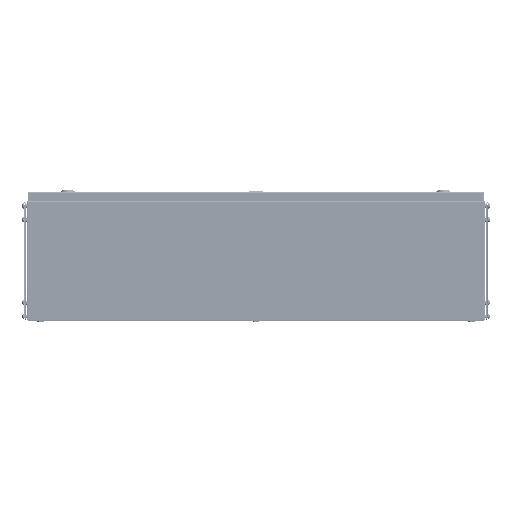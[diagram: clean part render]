
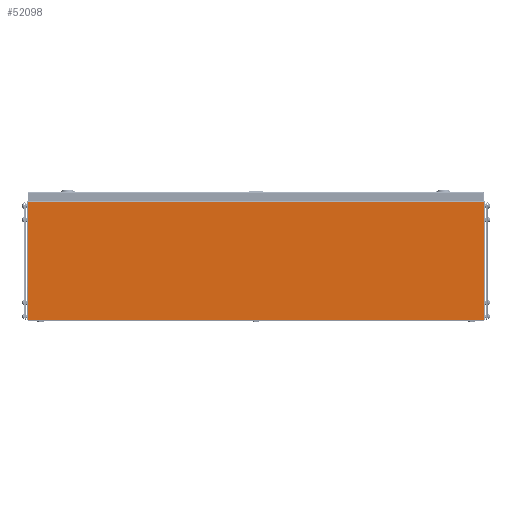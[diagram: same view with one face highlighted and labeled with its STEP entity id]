
A CAD part, left-side view. The second image highlights one B-rep face of the part: STEP entity #52098.
In plain terms, the highlighted planar face has unit normal (-1, 0, 0).
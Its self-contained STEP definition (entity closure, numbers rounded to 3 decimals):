
#1908 = DIRECTION ( 'NONE',  ( 0., 0., -1. ) ) ;
#9319 = CARTESIAN_POINT ( 'NONE',  ( -250., -495.5, 1. ) ) ;
#9379 = PLANE ( 'NONE',  #23896 ) ;
#10928 = ORIENTED_EDGE ( 'NONE', *, *, #49289, .T. ) ;
#12423 = EDGE_CURVE ( 'NONE', #72329, #40466, #30183, .T. ) ;
#13869 = ORIENTED_EDGE ( 'NONE', *, *, #19891, .F. ) ;
#16082 = DIRECTION ( 'NONE',  ( 0., 0., 1. ) ) ;
#16445 = DIRECTION ( 'NONE',  ( 0., 1., 0. ) ) ;
#17273 = FACE_OUTER_BOUND ( 'NONE', #30123, .T. ) ;
#19891 = EDGE_CURVE ( 'NONE', #72329, #59309, #22505, .T. ) ;
#22389 = DIRECTION ( 'NONE',  ( 0., 0., -1. ) ) ;
#22505 = LINE ( 'NONE', #82348, #80892 ) ;
#23896 = AXIS2_PLACEMENT_3D ( 'NONE', #50728, #70531, #1908 ) ;
#25635 = VECTOR ( 'NONE', #16082, 1000. ) ;
#30123 = EDGE_LOOP ( 'NONE', ( #78594, #10928, #13869, #45459 ) ) ;
#30183 = LINE ( 'NONE', #82086, #25635 ) ;
#32642 = VECTOR ( 'NONE', #16445, 1000. ) ;
#36691 = LINE ( 'NONE', #70568, #32642 ) ;
#37680 = EDGE_CURVE ( 'NONE', #40466, #61469, #36691, .T. ) ;
#38843 = CARTESIAN_POINT ( 'NONE',  ( -250., 495.5, 257.5 ) ) ;
#40466 = VERTEX_POINT ( 'NONE', #62363 ) ;
#45459 = ORIENTED_EDGE ( 'NONE', *, *, #12423, .T. ) ;
#49289 = EDGE_CURVE ( 'NONE', #61469, #59309, #54998, .T. ) ;
#50728 = CARTESIAN_POINT ( 'NONE',  ( -250., 0., 0. ) ) ;
#52098 = ADVANCED_FACE ( 'NONE', ( #17273 ), #9379, .F. ) ;
#54998 = LINE ( 'NONE', #82673, #82905 ) ;
#55975 = DIRECTION ( 'NONE',  ( 0., 1., 0. ) ) ;
#56018 = CARTESIAN_POINT ( 'NONE',  ( -250., 495.5, 1. ) ) ;
#59309 = VERTEX_POINT ( 'NONE', #56018 ) ;
#61469 = VERTEX_POINT ( 'NONE', #38843 ) ;
#62363 = CARTESIAN_POINT ( 'NONE',  ( -250., -495.5, 257.5 ) ) ;
#70531 = DIRECTION ( 'NONE',  ( 1., 0., 0. ) ) ;
#70568 = CARTESIAN_POINT ( 'NONE',  ( -250., -495.5, 257.5 ) ) ;
#72329 = VERTEX_POINT ( 'NONE', #9319 ) ;
#78594 = ORIENTED_EDGE ( 'NONE', *, *, #37680, .T. ) ;
#80892 = VECTOR ( 'NONE', #55975, 1000. ) ;
#82086 = CARTESIAN_POINT ( 'NONE',  ( -250., -495.5, 0. ) ) ;
#82348 = CARTESIAN_POINT ( 'NONE',  ( -250., 495.5, 1. ) ) ;
#82673 = CARTESIAN_POINT ( 'NONE',  ( -250., 495.5, 0. ) ) ;
#82905 = VECTOR ( 'NONE', #22389, 1000. ) ;
